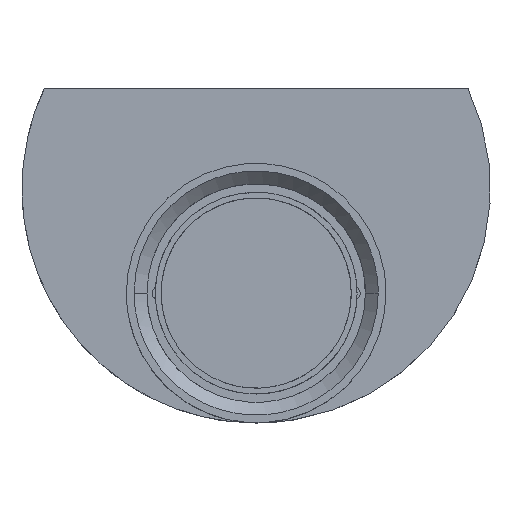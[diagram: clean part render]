
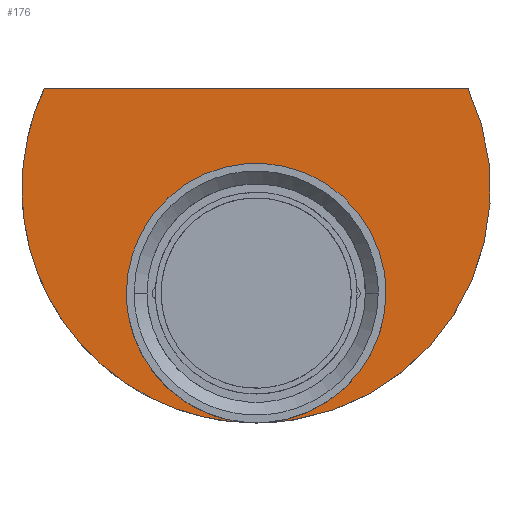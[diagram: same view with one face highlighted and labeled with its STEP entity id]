
A CAD part, top view. The second image highlights one B-rep face of the part: STEP entity #176.
In plain terms, the highlighted planar face has unit normal (0, 0, 1).
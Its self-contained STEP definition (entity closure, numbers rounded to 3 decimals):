
#176=ADVANCED_FACE('',(#430),#3012,.T.);
#430=FACE_OUTER_BOUND('',#645,.T.);
#645=EDGE_LOOP('',(#957,#958,#959,#960,#961,#962));
#957=ORIENTED_EDGE('',*,*,#1799,.T.);
#958=ORIENTED_EDGE('',*,*,#1795,.F.);
#959=ORIENTED_EDGE('',*,*,#1791,.F.);
#960=ORIENTED_EDGE('',*,*,#1802,.F.);
#961=ORIENTED_EDGE('',*,*,#1803,.T.);
#962=ORIENTED_EDGE('',*,*,#1860,.T.);
#1791=EDGE_CURVE('',#2704,#2705,#2358,.T.);
#1795=EDGE_CURVE('',#2705,#2714,#2362,.T.);
#1799=EDGE_CURVE('',#2713,#2714,#2366,.T.);
#1802=EDGE_CURVE('',#2714,#2704,#2369,.T.);
#1803=EDGE_CURVE('',#2714,#2753,#2370,.T.);
#1860=EDGE_CURVE('',#2753,#2713,#2426,.T.);
#2358=(
BOUNDED_CURVE()
B_SPLINE_CURVE(2,(#3848,#3849,#3850),.UNSPECIFIED.,.F.,.F.)
B_SPLINE_CURVE_WITH_KNOTS((3,3),(0.,165.),.UNSPECIFIED.)
CURVE()
GEOMETRIC_REPRESENTATION_ITEM()
RATIONAL_B_SPLINE_CURVE((1.,1.,1.))
REPRESENTATION_ITEM('')
);
#2362=(
BOUNDED_CURVE()
B_SPLINE_CURVE(2,(#3858,#3859,#3860,#3861,#3862),.UNSPECIFIED.,.F.,.F.)
B_SPLINE_CURVE_WITH_KNOTS((3,2,3),(165.,256.662,348.325),
 .UNSPECIFIED.)
CURVE()
GEOMETRIC_REPRESENTATION_ITEM()
RATIONAL_B_SPLINE_CURVE((1.,0.876,1.,0.876,1.))
REPRESENTATION_ITEM('')
);
#2366=(
BOUNDED_CURVE()
B_SPLINE_CURVE(2,(#3879,#3880,#3881),.UNSPECIFIED.,.F.,.F.)
B_SPLINE_CURVE_WITH_KNOTS((3,3),(0.,79.325),.UNSPECIFIED.)
CURVE()
GEOMETRIC_REPRESENTATION_ITEM()
RATIONAL_B_SPLINE_CURVE((1.,0.707,1.))
REPRESENTATION_ITEM('')
);
#2369=(
BOUNDED_CURVE()
B_SPLINE_CURVE(2,(#3889,#3890,#3891,#3892,#3893),.UNSPECIFIED.,.F.,.F.)
B_SPLINE_CURVE_WITH_KNOTS((3,2,3),(348.325,439.987,531.649),
 .UNSPECIFIED.)
CURVE()
GEOMETRIC_REPRESENTATION_ITEM()
RATIONAL_B_SPLINE_CURVE((1.,0.876,1.,0.876,1.))
REPRESENTATION_ITEM('')
);
#2370=(
BOUNDED_CURVE()
B_SPLINE_CURVE(2,(#3894,#3895,#3896),.UNSPECIFIED.,.F.,.F.)
B_SPLINE_CURVE_WITH_KNOTS((3,3),(79.325,158.65),
 .UNSPECIFIED.)
CURVE()
GEOMETRIC_REPRESENTATION_ITEM()
RATIONAL_B_SPLINE_CURVE((1.,0.707,1.))
REPRESENTATION_ITEM('')
);
#2426=(
BOUNDED_CURVE()
B_SPLINE_CURVE(2,(#4084,#4085,#4086,#4087,#4088),.UNSPECIFIED.,.F.,.F.)
B_SPLINE_CURVE_WITH_KNOTS((3,2,3),(158.65,237.976,317.301),
 .UNSPECIFIED.)
CURVE()
GEOMETRIC_REPRESENTATION_ITEM()
RATIONAL_B_SPLINE_CURVE((1.,0.707,1.,0.707,1.))
REPRESENTATION_ITEM('')
);
#2704=VERTEX_POINT('',#3757);
#2705=VERTEX_POINT('',#3758);
#2713=VERTEX_POINT('',#3766);
#2714=VERTEX_POINT('',#3767);
#2753=VERTEX_POINT('',#3806);
#3012=PLANE('',#3226);
#3226=AXIS2_PLACEMENT_3D('',#3664,#3298,$);
#3298=DIRECTION('',(0.,0.,1.));
#3664=CARTESIAN_POINT('',(668.025,-116.25,-6.5));
#3757=CARTESIAN_POINT('',(699.498,-132.5,-6.5));
#3758=CARTESIAN_POINT('',(864.498,-132.5,-6.5));
#3766=CARTESIAN_POINT('',(832.498,-212.,-6.5));
#3767=CARTESIAN_POINT('',(781.998,-262.5,-6.5));
#3806=CARTESIAN_POINT('',(731.498,-212.,-6.5));
#3848=CARTESIAN_POINT('',(699.498,-132.5,-6.5));
#3849=CARTESIAN_POINT('',(781.998,-132.5,-6.5));
#3850=CARTESIAN_POINT('',(864.498,-132.5,-6.5));
#3858=CARTESIAN_POINT('',(864.498,-132.5,-6.5));
#3859=CARTESIAN_POINT('',(885.841,-177.855,-6.5));
#3860=CARTESIAN_POINT('',(858.982,-220.177,-6.5));
#3861=CARTESIAN_POINT('',(832.123,-262.5,-6.5));
#3862=CARTESIAN_POINT('',(781.998,-262.5,-6.5));
#3879=CARTESIAN_POINT('',(832.498,-212.,-6.5));
#3880=CARTESIAN_POINT('',(832.498,-262.5,-6.5));
#3881=CARTESIAN_POINT('',(781.998,-262.5,-6.5));
#3889=CARTESIAN_POINT('',(781.998,-262.5,-6.5));
#3890=CARTESIAN_POINT('',(731.872,-262.5,-6.5));
#3891=CARTESIAN_POINT('',(705.014,-220.177,-6.5));
#3892=CARTESIAN_POINT('',(678.155,-177.855,-6.5));
#3893=CARTESIAN_POINT('',(699.498,-132.5,-6.5));
#3894=CARTESIAN_POINT('',(781.998,-262.5,-6.5));
#3895=CARTESIAN_POINT('',(731.498,-262.5,-6.5));
#3896=CARTESIAN_POINT('',(731.498,-212.,-6.5));
#4084=CARTESIAN_POINT('',(731.498,-212.,-6.5));
#4085=CARTESIAN_POINT('',(731.498,-161.5,-6.5));
#4086=CARTESIAN_POINT('',(781.998,-161.5,-6.5));
#4087=CARTESIAN_POINT('',(832.498,-161.5,-6.5));
#4088=CARTESIAN_POINT('',(832.498,-212.,-6.5));
